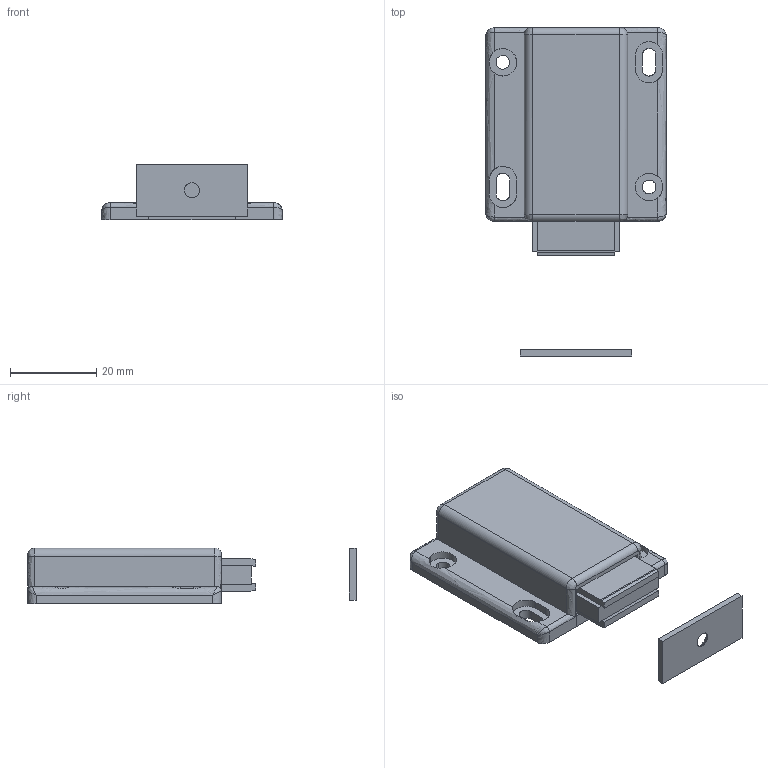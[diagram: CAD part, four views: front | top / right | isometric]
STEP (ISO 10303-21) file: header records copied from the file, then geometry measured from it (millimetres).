
FILE_DESCRIPTION((''),'2;1');
FILE_NAME('','2009-10-15T11:33:16',(''),(''),'','CADfix','');
FILE_SCHEMA(('AUTOMOTIVE_DESIGN { 1 0 10303 214 1 1 1 1 }'));
Length unit declared in the file: millimetre
Bounding box: 42 x 76.34 x 13 mm (x, y, z)
Volume: 17772.6 mm3; surface area: 16279.7 mm2
Topology: 5 solids, 5 shells, 135 faces, 372 edges, 244 vertices
Faces by surface type: bspline 135
Entity records: 4807 total; most frequent: CARTESIAN_POINT 2601, ORIENTED_EDGE 736, EDGE_CURVE 368, VERTEX_POINT 244, QUASI_UNIFORM_CURVE 244, EDGE_LOOP 146, FACE_OUTER_BOUND 135, ADVANCED_FACE 135
